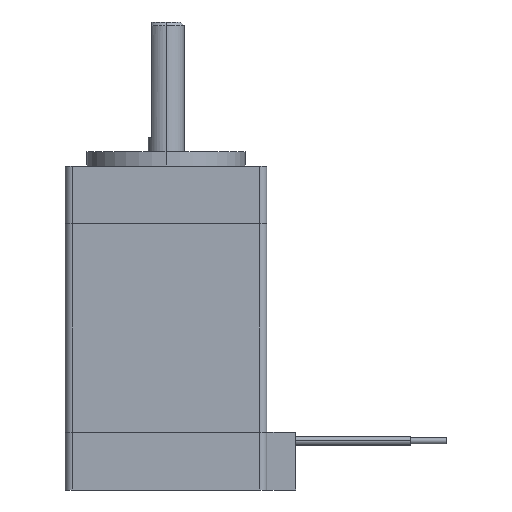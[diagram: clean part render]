
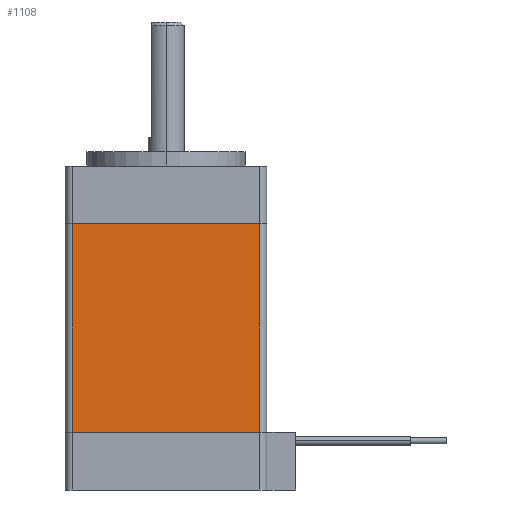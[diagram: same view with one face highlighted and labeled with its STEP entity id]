
A CAD part, left-side view. The second image highlights one B-rep face of the part: STEP entity #1108.
In plain terms, the highlighted planar face has unit normal (-1, 0, 0).
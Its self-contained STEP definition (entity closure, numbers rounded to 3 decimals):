
#140 = CARTESIAN_POINT ( 'NONE',  ( -14., -13., 8. ) ) ;
#336 = DIRECTION ( 'NONE',  ( 0., 0., -1. ) ) ;
#353 = CARTESIAN_POINT ( 'NONE',  ( -14., 13., 8. ) ) ;
#380 = DIRECTION ( 'NONE',  ( 0., -1., 0. ) ) ;
#421 = FACE_OUTER_BOUND ( 'NONE', #2870, .T. ) ;
#448 = DIRECTION ( 'NONE',  ( 0., 1., 0. ) ) ;
#536 = ORIENTED_EDGE ( 'NONE', *, *, #1856, .T. ) ;
#710 = CARTESIAN_POINT ( 'NONE',  ( -14., 13., 36.999 ) ) ;
#735 = ORIENTED_EDGE ( 'NONE', *, *, #3729, .F. ) ;
#874 = LINE ( 'NONE', #1492, #1650 ) ;
#998 = ORIENTED_EDGE ( 'NONE', *, *, #2550, .T. ) ;
#1100 = DIRECTION ( 'NONE',  ( 0., -1., 0. ) ) ;
#1108 = ADVANCED_FACE ( 'NONE', ( #421 ), #1759, .F. ) ;
#1140 = VERTEX_POINT ( 'NONE', #3717 ) ;
#1181 = CARTESIAN_POINT ( 'NONE',  ( -14., 13., 8. ) ) ;
#1345 = CARTESIAN_POINT ( 'NONE',  ( -14., 13., 45. ) ) ;
#1492 = CARTESIAN_POINT ( 'NONE',  ( -14., -13., 45. ) ) ;
#1650 = VECTOR ( 'NONE', #3135, 1000. ) ;
#1681 = VERTEX_POINT ( 'NONE', #1181 ) ;
#1759 = PLANE ( 'NONE',  #4053 ) ;
#1856 = EDGE_CURVE ( 'NONE', #1681, #1920, #3334, .T. ) ;
#1890 = VECTOR ( 'NONE', #336, 1000. ) ;
#1920 = VERTEX_POINT ( 'NONE', #140 ) ;
#2550 = EDGE_CURVE ( 'NONE', #1140, #1681, #3630, .T. ) ;
#2646 = CARTESIAN_POINT ( 'NONE',  ( -14., 13., 45. ) ) ;
#2870 = EDGE_LOOP ( 'NONE', ( #4225, #998, #536, #735 ) ) ;
#2902 = CARTESIAN_POINT ( 'NONE',  ( -14., -13., 36.999 ) ) ;
#3081 = DIRECTION ( 'NONE',  ( 1., 0., 0. ) ) ;
#3135 = DIRECTION ( 'NONE',  ( 0., 0., -1. ) ) ;
#3235 = VECTOR ( 'NONE', #380, 1000. ) ;
#3334 = LINE ( 'NONE', #353, #4283 ) ;
#3339 = VERTEX_POINT ( 'NONE', #2902 ) ;
#3630 = LINE ( 'NONE', #2646, #1890 ) ;
#3690 = LINE ( 'NONE', #710, #3235 ) ;
#3717 = CARTESIAN_POINT ( 'NONE',  ( -14., 13., 36.999 ) ) ;
#3729 = EDGE_CURVE ( 'NONE', #3339, #1920, #874, .T. ) ;
#4053 = AXIS2_PLACEMENT_3D ( 'NONE', #1345, #3081, #448 ) ;
#4186 = EDGE_CURVE ( 'NONE', #1140, #3339, #3690, .T. ) ;
#4225 = ORIENTED_EDGE ( 'NONE', *, *, #4186, .F. ) ;
#4283 = VECTOR ( 'NONE', #1100, 1000. ) ;
